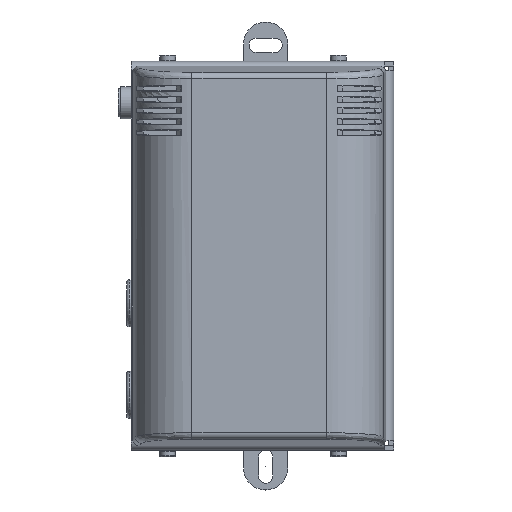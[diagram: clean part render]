
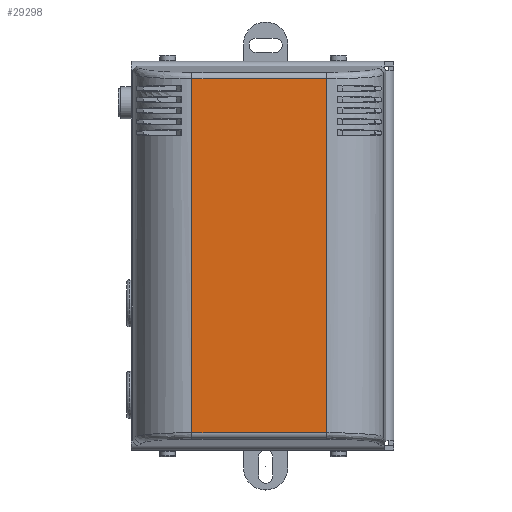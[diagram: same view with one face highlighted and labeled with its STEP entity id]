
A CAD part, top view. The second image highlights one B-rep face of the part: STEP entity #29298.
In plain terms, the highlighted face is planar.
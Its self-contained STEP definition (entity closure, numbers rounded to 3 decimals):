
#2930=FACE_OUTER_BOUND('',#4613,.T.);
#4613=EDGE_LOOP('',(#20991,#20992,#20993,#20994));
#6419=LINE('',#44554,#9327);
#6470=LINE('',#45255,#9378);
#6582=LINE('',#46026,#9490);
#6588=LINE('',#46077,#9496);
#9327=VECTOR('',#35456,10.);
#9378=VECTOR('',#35591,10.);
#9490=VECTOR('',#35935,10.);
#9496=VECTOR('',#35953,10.);
#12350=VERTEX_POINT('',#44548);
#12352=VERTEX_POINT('',#44552);
#12428=VERTEX_POINT('',#45251);
#12430=VERTEX_POINT('',#45254);
#15304=EDGE_CURVE('',#12352,#12350,#6419,.T.);
#15416=EDGE_CURVE('',#12428,#12430,#6470,.T.);
#15586=EDGE_CURVE('',#12350,#12428,#6582,.T.);
#15595=EDGE_CURVE('',#12430,#12352,#6588,.T.);
#20991=ORIENTED_EDGE('',*,*,#15586,.F.);
#20992=ORIENTED_EDGE('',*,*,#15304,.F.);
#20993=ORIENTED_EDGE('',*,*,#15595,.F.);
#20994=ORIENTED_EDGE('',*,*,#15416,.F.);
#27132=PLANE('',#31724);
#29298=ADVANCED_FACE('',(#2930),#27132,.T.);
#31724=AXIS2_PLACEMENT_3D('',#46076,#35951,#35952);
#35456=DIRECTION('',(0.,0.,1.));
#35591=DIRECTION('',(0.,0.,-1.));
#35935=DIRECTION('',(-1.,0.,0.));
#35951=DIRECTION('center_axis',(0.,1.,0.));
#35952=DIRECTION('ref_axis',(0.,0.,1.));
#35953=DIRECTION('',(1.,0.,0.));
#44548=CARTESIAN_POINT('',(61.319,25.,115.98));
#44552=CARTESIAN_POINT('',(61.319,25.,4.02));
#44554=CARTESIAN_POINT('',(61.319,25.,0.));
#45251=CARTESIAN_POINT('',(18.681,25.,115.98));
#45254=CARTESIAN_POINT('',(18.681,25.,4.02));
#45255=CARTESIAN_POINT('',(18.681,25.,0.));
#46026=CARTESIAN_POINT('',(20.,25.,115.98));
#46076=CARTESIAN_POINT('Origin',(0.,25.,0.));
#46077=CARTESIAN_POINT('',(20.,25.,4.02));
